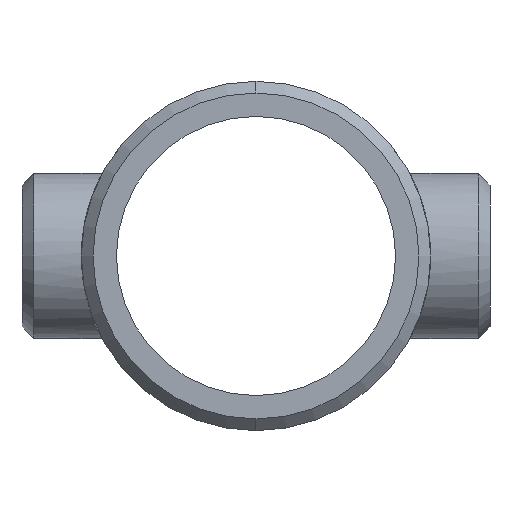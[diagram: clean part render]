
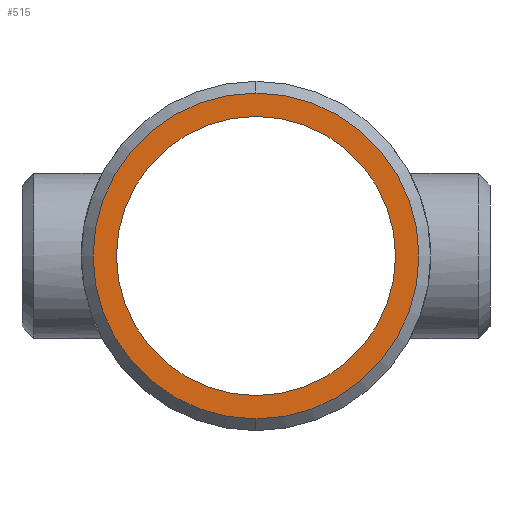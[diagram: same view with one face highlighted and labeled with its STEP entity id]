
A CAD part, left-side view. The second image highlights one B-rep face of the part: STEP entity #515.
In plain terms, the highlighted planar face has unit normal (-1, 0, 0).
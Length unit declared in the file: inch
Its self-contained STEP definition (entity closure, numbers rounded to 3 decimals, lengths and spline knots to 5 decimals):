
#56 = CIRCLE ( 'NONE', #847, 5.594 ) ;
#107 = CIRCLE ( 'NONE', #461, 6.53133 ) ;
#109 = PLANE ( 'NONE',  #732 ) ;
#194 = FACE_OUTER_BOUND ( 'NONE', #726, .T. ) ;
#205 = DIRECTION ( 'NONE',  ( 0., 0., -1. ) ) ;
#210 = EDGE_CURVE ( 'NONE', #943, #1159, #573, .T. ) ;
#236 = DIRECTION ( 'NONE',  ( 1., 0., 0. ) ) ;
#241 = CARTESIAN_POINT ( 'NONE',  ( -11., 0., 0. ) ) ;
#243 = AXIS2_PLACEMENT_3D ( 'NONE', #250, #1323, #997 ) ;
#249 = CARTESIAN_POINT ( 'NONE',  ( -11., 0., 5.594 ) ) ;
#250 = CARTESIAN_POINT ( 'NONE',  ( -11., 0., 0. ) ) ;
#307 = VERTEX_POINT ( 'NONE', #1101 ) ;
#351 = AXIS2_PLACEMENT_3D ( 'NONE', #460, #236, #889 ) ;
#388 = ORIENTED_EDGE ( 'NONE', *, *, #798, .T. ) ;
#443 = CARTESIAN_POINT ( 'NONE',  ( -11., 0., -6.53133 ) ) ;
#460 = CARTESIAN_POINT ( 'NONE',  ( -11., 0., 0. ) ) ;
#461 = AXIS2_PLACEMENT_3D ( 'NONE', #565, #1200, #677 ) ;
#515 = ADVANCED_FACE ( 'NONE', ( #194, #1370 ), #109, .T. ) ;
#520 = ORIENTED_EDGE ( 'NONE', *, *, #210, .T. ) ;
#554 = DIRECTION ( 'NONE',  ( 0., 0., 1. ) ) ;
#565 = CARTESIAN_POINT ( 'NONE',  ( -11., 0., 0. ) ) ;
#568 = ORIENTED_EDGE ( 'NONE', *, *, #958, .T. ) ;
#573 = CIRCLE ( 'NONE', #243, 6.53133 ) ;
#591 = EDGE_LOOP ( 'NONE', ( #388, #960 ) ) ;
#661 = DIRECTION ( 'NONE',  ( 1., 0., 0. ) ) ;
#677 = DIRECTION ( 'NONE',  ( 0., 0., 1. ) ) ;
#726 = EDGE_LOOP ( 'NONE', ( #520, #568 ) ) ;
#732 = AXIS2_PLACEMENT_3D ( 'NONE', #1149, #736, #205 ) ;
#736 = DIRECTION ( 'NONE',  ( -1., 0., 0. ) ) ;
#798 = EDGE_CURVE ( 'NONE', #1038, #307, #961, .T. ) ;
#847 = AXIS2_PLACEMENT_3D ( 'NONE', #241, #661, #554 ) ;
#889 = DIRECTION ( 'NONE',  ( 0., 0., 1. ) ) ;
#923 = EDGE_CURVE ( 'NONE', #307, #1038, #56, .T. ) ;
#943 = VERTEX_POINT ( 'NONE', #443 ) ;
#958 = EDGE_CURVE ( 'NONE', #1159, #943, #107, .T. ) ;
#960 = ORIENTED_EDGE ( 'NONE', *, *, #923, .T. ) ;
#961 = CIRCLE ( 'NONE', #351, 5.594 ) ;
#997 = DIRECTION ( 'NONE',  ( 0., 0., 1. ) ) ;
#1038 = VERTEX_POINT ( 'NONE', #249 ) ;
#1101 = CARTESIAN_POINT ( 'NONE',  ( -11., 0., -5.594 ) ) ;
#1149 = CARTESIAN_POINT ( 'NONE',  ( -11., 0., 0. ) ) ;
#1159 = VERTEX_POINT ( 'NONE', #1197 ) ;
#1197 = CARTESIAN_POINT ( 'NONE',  ( -11., 0., 6.53133 ) ) ;
#1200 = DIRECTION ( 'NONE',  ( -1., 0., 0. ) ) ;
#1323 = DIRECTION ( 'NONE',  ( -1., 0., 0. ) ) ;
#1370 = FACE_BOUND ( 'NONE', #591, .T. ) ;
